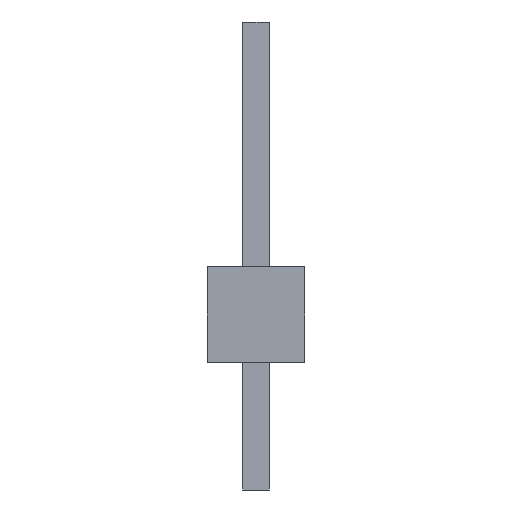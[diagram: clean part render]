
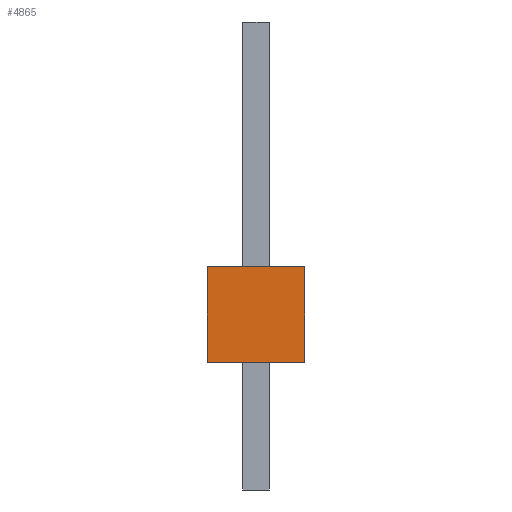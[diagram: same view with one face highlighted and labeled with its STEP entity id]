
A CAD part, left-side view. The second image highlights one B-rep face of the part: STEP entity #4865.
In plain terms, the highlighted planar face has unit normal (-1, 0, 0).
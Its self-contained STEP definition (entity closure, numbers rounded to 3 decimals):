
#158=DIRECTION('',(0.,0.,-1.));
#159=VECTOR('',#158,2.286);
#160=CARTESIAN_POINT('',(-17.577,1.168,0.));
#161=LINE('',#160,#159);
#586=DIRECTION('',(0.,-1.,0.));
#587=VECTOR('',#586,2.337);
#588=CARTESIAN_POINT('',(-17.577,1.168,-2.286));
#589=LINE('',#588,#587);
#906=DIRECTION('',(0.,-1.,0.));
#907=VECTOR('',#906,2.337);
#908=CARTESIAN_POINT('',(-17.577,1.168,0.));
#909=LINE('',#908,#907);
#1362=DIRECTION('',(0.,0.,-1.));
#1363=VECTOR('',#1362,2.286);
#1364=CARTESIAN_POINT('',(-17.577,-1.168,0.));
#1365=LINE('',#1364,#1363);
#3134=CARTESIAN_POINT('',(-17.577,1.168,0.));
#3135=CARTESIAN_POINT('',(-17.577,1.168,-2.286));
#3136=VERTEX_POINT('',#3134);
#3137=VERTEX_POINT('',#3135);
#3142=CARTESIAN_POINT('',(-17.577,-1.168,0.));
#3143=CARTESIAN_POINT('',(-17.577,-1.168,-2.286));
#3144=VERTEX_POINT('',#3142);
#3145=VERTEX_POINT('',#3143);
#4852=CARTESIAN_POINT('',(-17.577,1.168,0.));
#4853=DIRECTION('',(-1.,0.,0.));
#4854=DIRECTION('',(0.,0.,-1.));
#4855=AXIS2_PLACEMENT_3D('',#4852,#4853,#4854);
#4856=PLANE('',#4855);
#4857=ORIENTED_EDGE('',*,*,#4151,.F.);
#4859=ORIENTED_EDGE('',*,*,#4858,.T.);
#4861=ORIENTED_EDGE('',*,*,#4860,.T.);
#4862=ORIENTED_EDGE('',*,*,#4492,.F.);
#4863=EDGE_LOOP('',(#4857,#4859,#4861,#4862));
#4864=FACE_OUTER_BOUND('',#4863,.F.);
#4151=EDGE_CURVE('',#3136,#3137,#161,.T.);
#4492=EDGE_CURVE('',#3137,#3145,#589,.T.);
#4858=EDGE_CURVE('',#3136,#3144,#909,.T.);
#4860=EDGE_CURVE('',#3144,#3145,#1365,.T.);
#4865=ADVANCED_FACE('',(#4864),#4856,.T.);
